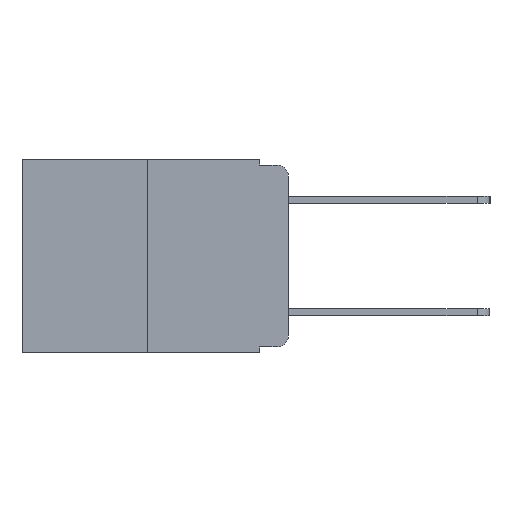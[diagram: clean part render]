
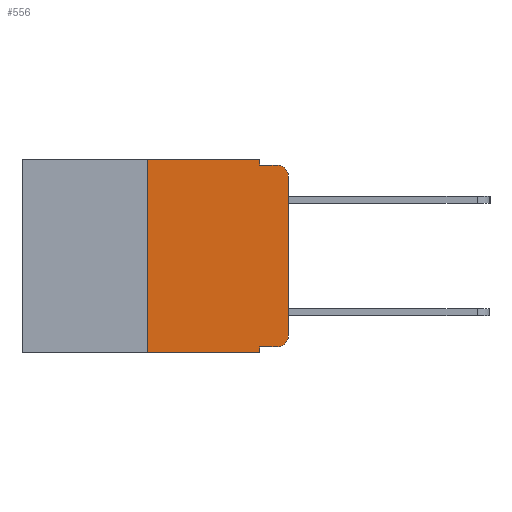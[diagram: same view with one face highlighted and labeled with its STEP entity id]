
A CAD part, left-side view. The second image highlights one B-rep face of the part: STEP entity #556.
In plain terms, the highlighted planar face has unit normal (-1, 0, 0).
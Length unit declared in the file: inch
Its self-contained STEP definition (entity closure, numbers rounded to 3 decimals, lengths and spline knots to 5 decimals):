
#210 = LINE ( 'NONE', #9371, #2494 ) ;
#292 = VECTOR ( 'NONE', #2897, 39.37008 ) ;
#447 = LINE ( 'NONE', #3603, #9423 ) ;
#556 = ADVANCED_FACE ( 'NONE', ( #6813 ), #1265, .F. ) ;
#999 = VERTEX_POINT ( 'NONE', #3356 ) ;
#1034 = CARTESIAN_POINT ( 'NONE',  ( 0., 0.051, -0.333 ) ) ;
#1265 = PLANE ( 'NONE',  #7968 ) ;
#1404 = EDGE_LOOP ( 'NONE', ( #2859, #9542, #7680, #3450, #10039, #8188, #10282, #8423, #1830, #10754 ) ) ;
#1521 = LINE ( 'NONE', #4136, #3739 ) ;
#1588 = CIRCLE ( 'NONE', #6326, 0.02 ) ;
#1661 = EDGE_CURVE ( 'NONE', #9636, #9042, #447, .T. ) ;
#1689 = EDGE_CURVE ( 'NONE', #9042, #2678, #4562, .T. ) ;
#1715 = EDGE_CURVE ( 'NONE', #6585, #2678, #8431, .T. ) ;
#1736 = EDGE_CURVE ( 'NONE', #7203, #6585, #1521, .T. ) ;
#1802 = EDGE_CURVE ( 'NONE', #2114, #6986, #7186, .T. ) ;
#1830 = ORIENTED_EDGE ( 'NONE', *, *, #5108, .T. ) ;
#1901 = CARTESIAN_POINT ( 'NONE',  ( 0., 0., -0.313 ) ) ;
#2114 = VERTEX_POINT ( 'NONE', #9391 ) ;
#2116 = DIRECTION ( 'NONE',  ( 0., -1., 0. ) ) ;
#2494 = VECTOR ( 'NONE', #5339, 39.37008 ) ;
#2510 = DIRECTION ( 'NONE',  ( 0., -1., 0. ) ) ;
#2678 = VERTEX_POINT ( 'NONE', #11021 ) ;
#2859 = ORIENTED_EDGE ( 'NONE', *, *, #1661, .T. ) ;
#2897 = DIRECTION ( 'NONE',  ( 0., 0., 1. ) ) ;
#3069 = DIRECTION ( 'NONE',  ( 1., 0., 0. ) ) ;
#3326 = VERTEX_POINT ( 'NONE', #1034 ) ;
#3356 = CARTESIAN_POINT ( 'NONE',  ( 0., 0.051, -0.343 ) ) ;
#3450 = ORIENTED_EDGE ( 'NONE', *, *, #1736, .F. ) ;
#3463 = EDGE_CURVE ( 'NONE', #3326, #999, #9759, .T. ) ;
#3471 = AXIS2_PLACEMENT_3D ( 'NONE', #8425, #8416, #7688 ) ;
#3603 = CARTESIAN_POINT ( 'NONE',  ( 0., 0., 0. ) ) ;
#3739 = VECTOR ( 'NONE', #4065, 39.37008 ) ;
#3836 = CARTESIAN_POINT ( 'NONE',  ( 0., 0.02, -0.333 ) ) ;
#4065 = DIRECTION ( 'NONE',  ( 0., 0., -1. ) ) ;
#4088 = DIRECTION ( 'NONE',  ( 0., 0., -1. ) ) ;
#4136 = CARTESIAN_POINT ( 'NONE',  ( 0., 0.051, 0. ) ) ;
#4258 = DIRECTION ( 'NONE',  ( 0., 0., 1. ) ) ;
#4333 = VECTOR ( 'NONE', #2510, 39.37008 ) ;
#4440 = CARTESIAN_POINT ( 'NONE',  ( 0., 0.25, 0. ) ) ;
#4562 = CIRCLE ( 'NONE', #3471, 0.02 ) ;
#4636 = VERTEX_POINT ( 'NONE', #3836 ) ;
#4661 = DIRECTION ( 'NONE',  ( -1., 0., 0. ) ) ;
#5108 = EDGE_CURVE ( 'NONE', #3326, #4636, #210, .T. ) ;
#5181 = VECTOR ( 'NONE', #10049, 39.37008 ) ;
#5314 = EDGE_CURVE ( 'NONE', #4636, #9636, #1588, .T. ) ;
#5339 = DIRECTION ( 'NONE',  ( 0., -1., 0. ) ) ;
#5460 = LINE ( 'NONE', #10876, #7413 ) ;
#5888 = EDGE_CURVE ( 'NONE', #6986, #7203, #6598, .T. ) ;
#6111 = DIRECTION ( 'NONE',  ( 0., -1., 0. ) ) ;
#6326 = AXIS2_PLACEMENT_3D ( 'NONE', #9550, #4661, #10341 ) ;
#6557 = VECTOR ( 'NONE', #2116, 39.37008 ) ;
#6585 = VERTEX_POINT ( 'NONE', #7394 ) ;
#6598 = LINE ( 'NONE', #10027, #4333 ) ;
#6813 = FACE_OUTER_BOUND ( 'NONE', #1404, .T. ) ;
#6986 = VERTEX_POINT ( 'NONE', #4440 ) ;
#7186 = LINE ( 'NONE', #8057, #292 ) ;
#7203 = VERTEX_POINT ( 'NONE', #9526 ) ;
#7394 = CARTESIAN_POINT ( 'NONE',  ( 0., 0.051, -0.01 ) ) ;
#7413 = VECTOR ( 'NONE', #6111, 39.37008 ) ;
#7680 = ORIENTED_EDGE ( 'NONE', *, *, #1715, .F. ) ;
#7688 = DIRECTION ( 'NONE',  ( 0., 0., -1. ) ) ;
#7968 = AXIS2_PLACEMENT_3D ( 'NONE', #8100, #3069, #4088 ) ;
#8057 = CARTESIAN_POINT ( 'NONE',  ( 0., 0.25, 0. ) ) ;
#8100 = CARTESIAN_POINT ( 'NONE',  ( 0., 0.473, 0. ) ) ;
#8188 = ORIENTED_EDGE ( 'NONE', *, *, #1802, .F. ) ;
#8416 = DIRECTION ( 'NONE',  ( -1., 0., 0. ) ) ;
#8423 = ORIENTED_EDGE ( 'NONE', *, *, #3463, .F. ) ;
#8425 = CARTESIAN_POINT ( 'NONE',  ( 0., 0.02, -0.03 ) ) ;
#8431 = LINE ( 'NONE', #10484, #6557 ) ;
#9042 = VERTEX_POINT ( 'NONE', #10287 ) ;
#9371 = CARTESIAN_POINT ( 'NONE',  ( 0., 0.051, -0.333 ) ) ;
#9391 = CARTESIAN_POINT ( 'NONE',  ( 0., 0.25, -0.343 ) ) ;
#9423 = VECTOR ( 'NONE', #4258, 39.37008 ) ;
#9526 = CARTESIAN_POINT ( 'NONE',  ( 0., 0.051, 0. ) ) ;
#9542 = ORIENTED_EDGE ( 'NONE', *, *, #1689, .T. ) ;
#9550 = CARTESIAN_POINT ( 'NONE',  ( 0., 0.02, -0.313 ) ) ;
#9636 = VERTEX_POINT ( 'NONE', #1901 ) ;
#9759 = LINE ( 'NONE', #10024, #5181 ) ;
#10024 = CARTESIAN_POINT ( 'NONE',  ( 0., 0.051, 0. ) ) ;
#10027 = CARTESIAN_POINT ( 'NONE',  ( 0., 0.473, 0. ) ) ;
#10039 = ORIENTED_EDGE ( 'NONE', *, *, #5888, .F. ) ;
#10049 = DIRECTION ( 'NONE',  ( 0., 0., -1. ) ) ;
#10282 = ORIENTED_EDGE ( 'NONE', *, *, #10759, .T. ) ;
#10287 = CARTESIAN_POINT ( 'NONE',  ( 0., 0., -0.03 ) ) ;
#10341 = DIRECTION ( 'NONE',  ( 0., 0., -1. ) ) ;
#10484 = CARTESIAN_POINT ( 'NONE',  ( 0., 0.051, -0.01 ) ) ;
#10754 = ORIENTED_EDGE ( 'NONE', *, *, #5314, .T. ) ;
#10759 = EDGE_CURVE ( 'NONE', #2114, #999, #5460, .T. ) ;
#10876 = CARTESIAN_POINT ( 'NONE',  ( 0., 0.473, -0.343 ) ) ;
#11021 = CARTESIAN_POINT ( 'NONE',  ( 0., 0.02, -0.01 ) ) ;
